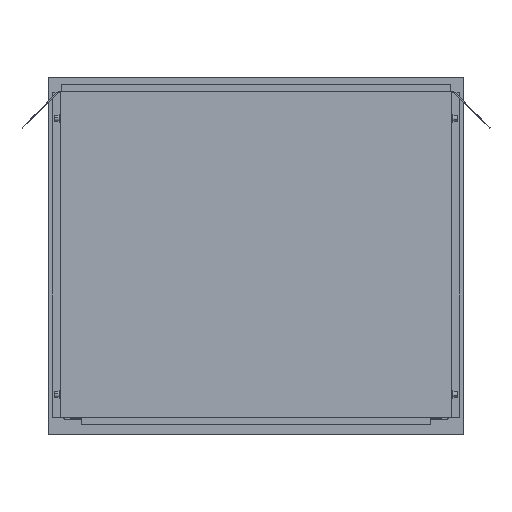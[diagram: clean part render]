
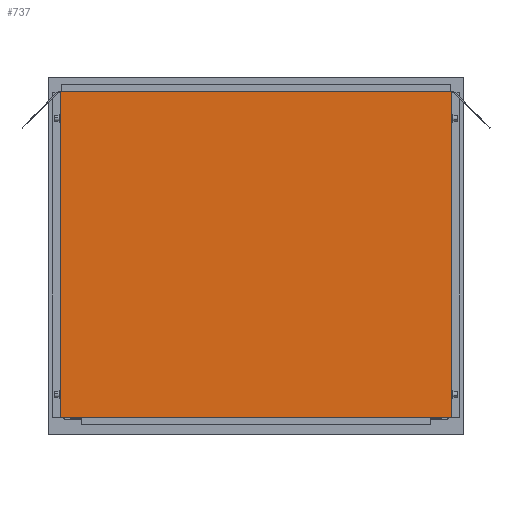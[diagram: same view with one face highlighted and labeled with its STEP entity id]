
A CAD part, front view. The second image highlights one B-rep face of the part: STEP entity #737.
In plain terms, the highlighted planar face has unit normal (0, -1, 0).
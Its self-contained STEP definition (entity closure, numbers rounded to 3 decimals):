
#287=CARTESIAN_POINT('Vertex',(300.8,-0.8,-250.)) ;
#290=CARTESIAN_POINT('Line Origine',(0.,-0.8,-250.)) ;
#294=CARTESIAN_POINT('Vertex',(-300.8,-0.8,-250.)) ;
#353=CARTESIAN_POINT('Vertex',(300.8,-0.8,250.8)) ;
#356=CARTESIAN_POINT('Line Origine',(300.8,-0.8,0.4)) ;
#662=CARTESIAN_POINT('Line Origine',(-300.8,-0.8,0.4)) ;
#666=CARTESIAN_POINT('Vertex',(-300.8,-0.8,250.8)) ;
#721=CARTESIAN_POINT('Axis2P3D Location',(0.,-0.8,0.)) ;
#726=CARTESIAN_POINT('Line Origine',(0.,-0.8,250.8)) ;
#292=VECTOR('Line Direction',#291,1.) ;
#358=VECTOR('Line Direction',#357,1.) ;
#664=VECTOR('Line Direction',#663,1.) ;
#728=VECTOR('Line Direction',#727,1.) ;
#291=DIRECTION('Vector Direction',(1.,0.,0.)) ;
#357=DIRECTION('Vector Direction',(0.,0.,1.)) ;
#663=DIRECTION('Vector Direction',(0.,0.,1.)) ;
#722=DIRECTION('Axis2P3D Direction',(0.,1.,0.)) ;
#723=DIRECTION('Axis2P3D XDirection',(0.,0.,1.)) ;
#727=DIRECTION('Vector Direction',(1.,0.,0.)) ;
#724=AXIS2_PLACEMENT_3D('Plane Axis2P3D',#721,#722,#723) ;
#293=LINE('Line',#290,#292) ;
#359=LINE('Line',#356,#358) ;
#665=LINE('Line',#662,#664) ;
#729=LINE('Line',#726,#728) ;
#725=PLANE('',#724) ;
#296=EDGE_CURVE('',#288,#295,#293,.F.) ;
#360=EDGE_CURVE('',#288,#354,#359,.T.) ;
#668=EDGE_CURVE('',#667,#295,#665,.F.) ;
#730=EDGE_CURVE('',#354,#667,#729,.F.) ;
#732=ORIENTED_EDGE('',*,*,#360,.T.) ;
#733=ORIENTED_EDGE('',*,*,#730,.T.) ;
#734=ORIENTED_EDGE('',*,*,#668,.T.) ;
#735=ORIENTED_EDGE('',*,*,#296,.F.) ;
#731=EDGE_LOOP('',(#732,#733,#734,#735)) ;
#288=VERTEX_POINT('',#287) ;
#295=VERTEX_POINT('',#294) ;
#354=VERTEX_POINT('',#353) ;
#667=VERTEX_POINT('',#666) ;
#737=ADVANCED_FACE('PartBody',(#736),#725,.F.) ;
#736=FACE_OUTER_BOUND('',#731,.T.) ;
